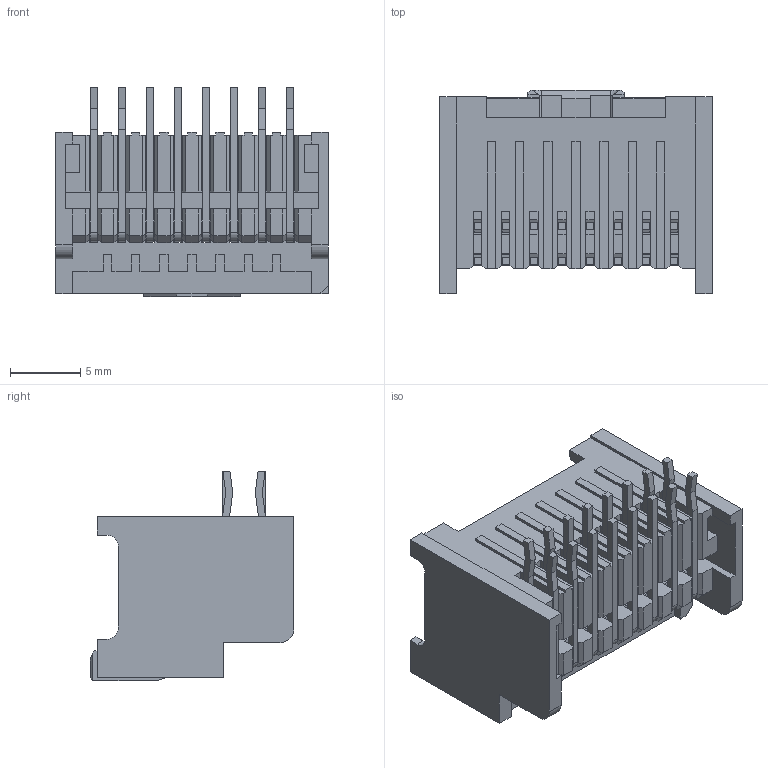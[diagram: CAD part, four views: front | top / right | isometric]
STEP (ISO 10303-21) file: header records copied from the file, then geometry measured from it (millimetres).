
FILE_DESCRIPTION((''),'2;1');
FILE_NAME('559591630','2008-01-15T',('mhm01'),(''),'PRO/ENGINEER BY PARAMETRIC TECHNOLOGY CORPORATION, 2003451','PRO/ENGINEER BY PARAMETRIC TECHNOLOGY CORPORATION, 2003451','');
FILE_SCHEMA(('CONFIG_CONTROL_DESIGN'));
Length unit declared in the file: millimetre
Products named in the file (1): 559591630
Bounding box: 19.4 x 14.5 x 14.9 mm (x, y, z)
Volume: 1213.8 mm3; surface area: 2604.8 mm2
Topology: 9 solids, 9 shells, 729 faces, 2098 edges, 1372 vertices
Faces by surface type: plane 667, cylinder 52, cone 10
Entity records: 23413 total; most frequent: CARTESIAN_POINT 4162, ORIENTED_EDGE 4126, DIRECTION 3704, EDGE_CURVE 2063, VECTOR 1952, LINE 1952, VERTEX_POINT 1334, AXIS2_PLACEMENT_3D 876
